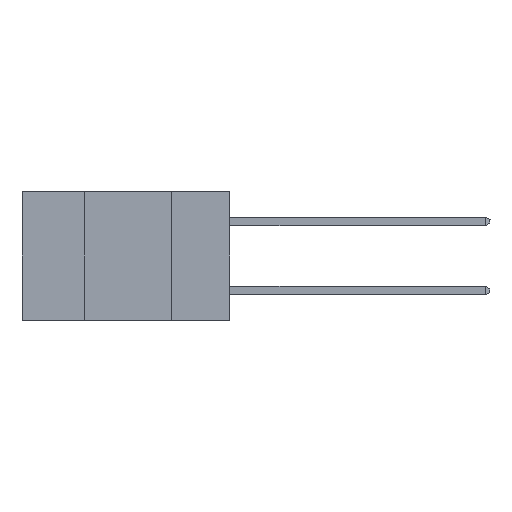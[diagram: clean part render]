
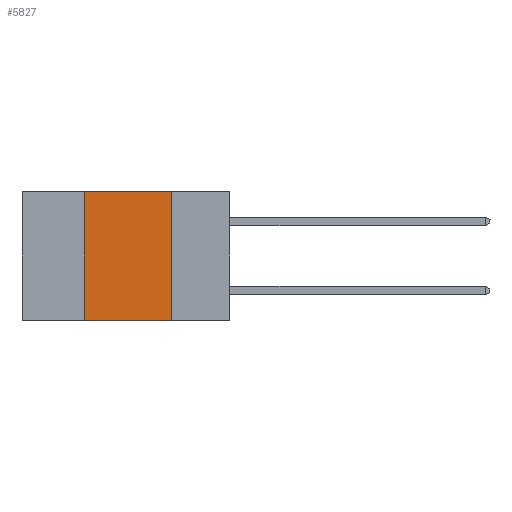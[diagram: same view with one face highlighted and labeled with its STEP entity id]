
A CAD part, left-side view. The second image highlights one B-rep face of the part: STEP entity #5827.
In plain terms, the highlighted planar face has unit normal (-1, 0, 0).
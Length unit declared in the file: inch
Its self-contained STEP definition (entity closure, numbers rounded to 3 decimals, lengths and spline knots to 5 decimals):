
#325 = ORIENTED_EDGE ( 'NONE', *, *, #2987, .F. ) ;
#819 = VERTEX_POINT ( 'NONE', #7604 ) ;
#1464 = LINE ( 'NONE', #15435, #9803 ) ;
#2987 = EDGE_CURVE ( 'NONE', #11156, #6341, #6310, .T. ) ;
#3072 = CARTESIAN_POINT ( 'NONE',  ( 0., 0.17, -0.37 ) ) ;
#4677 = EDGE_LOOP ( 'NONE', ( #21531, #325, #16508, #11549 ) ) ;
#4700 = CARTESIAN_POINT ( 'NONE',  ( 0., 0.6, 0. ) ) ;
#4784 = CARTESIAN_POINT ( 'NONE',  ( 0., 0.17, -0.37 ) ) ;
#5201 = DIRECTION ( 'NONE',  ( 0., 0., 1. ) ) ;
#5827 = ADVANCED_FACE ( 'NONE', ( #22195 ), #6677, .F. ) ;
#6310 = LINE ( 'NONE', #4700, #13385 ) ;
#6341 = VERTEX_POINT ( 'NONE', #20314 ) ;
#6649 = CARTESIAN_POINT ( 'NONE',  ( 0., 0.42, 0. ) ) ;
#6677 = PLANE ( 'NONE',  #18271 ) ;
#7604 = CARTESIAN_POINT ( 'NONE',  ( 0., 0.42, -0.37 ) ) ;
#7716 = EDGE_CURVE ( 'NONE', #819, #9561, #10037, .T. ) ;
#9561 = VERTEX_POINT ( 'NONE', #4784 ) ;
#9803 = VECTOR ( 'NONE', #5201, 39.37008 ) ;
#10037 = LINE ( 'NONE', #11510, #22060 ) ;
#10203 = DIRECTION ( 'NONE',  ( 0., 0., -1. ) ) ;
#11156 = VERTEX_POINT ( 'NONE', #6649 ) ;
#11368 = LINE ( 'NONE', #3072, #17430 ) ;
#11510 = CARTESIAN_POINT ( 'NONE',  ( 0., 0.6, -0.37 ) ) ;
#11549 = ORIENTED_EDGE ( 'NONE', *, *, #7716, .T. ) ;
#11642 = DIRECTION ( 'NONE',  ( 0., -1., 0. ) ) ;
#13385 = VECTOR ( 'NONE', #11642, 39.37008 ) ;
#13603 = CARTESIAN_POINT ( 'NONE',  ( 0., 0.6, 0. ) ) ;
#15435 = CARTESIAN_POINT ( 'NONE',  ( 0., 0.42, -0.37 ) ) ;
#16508 = ORIENTED_EDGE ( 'NONE', *, *, #16924, .F. ) ;
#16924 = EDGE_CURVE ( 'NONE', #819, #11156, #1464, .T. ) ;
#16962 = DIRECTION ( 'NONE',  ( 0., -1., 0. ) ) ;
#17430 = VECTOR ( 'NONE', #18260, 39.37008 ) ;
#18096 = EDGE_CURVE ( 'NONE', #6341, #9561, #11368, .T. ) ;
#18260 = DIRECTION ( 'NONE',  ( 0., 0., -1. ) ) ;
#18271 = AXIS2_PLACEMENT_3D ( 'NONE', #13603, #20483, #10203 ) ;
#20314 = CARTESIAN_POINT ( 'NONE',  ( 0., 0.17, 0. ) ) ;
#20483 = DIRECTION ( 'NONE',  ( 1., 0., 0. ) ) ;
#21531 = ORIENTED_EDGE ( 'NONE', *, *, #18096, .F. ) ;
#22060 = VECTOR ( 'NONE', #16962, 39.37008 ) ;
#22195 = FACE_OUTER_BOUND ( 'NONE', #4677, .T. ) ;
